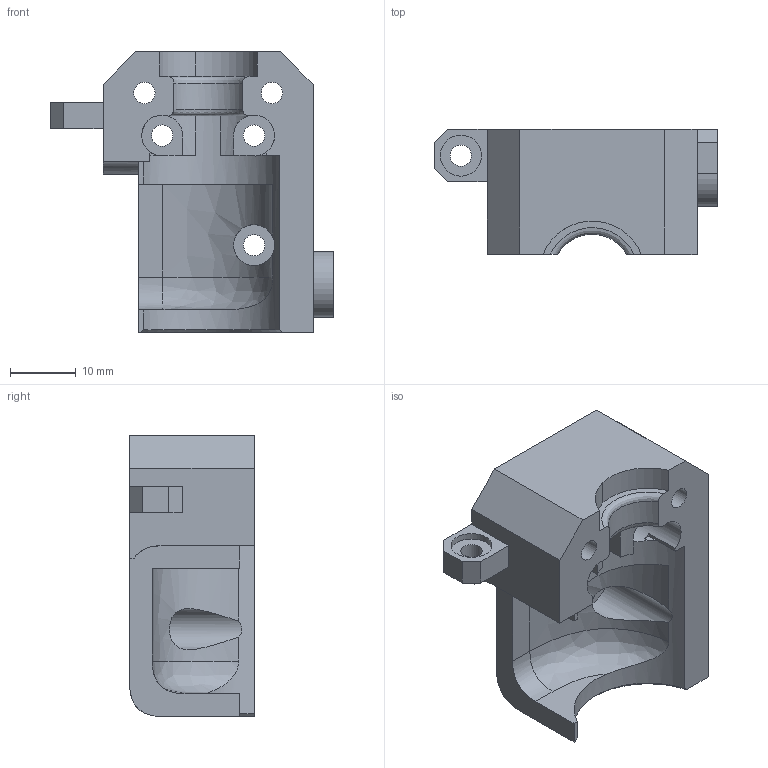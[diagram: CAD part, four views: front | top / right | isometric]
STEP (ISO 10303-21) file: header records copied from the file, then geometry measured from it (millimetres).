
FILE_DESCRIPTION(/* description */ ('STEP AP242','CAx-IF Rec.Pracs.---Representation and Presentation of Product Manufacturing Information (PMI)---4.0---2014-10-13','CAx-IF Rec.Pracs.---3D Tessellated Geometry---0.4---2014-09-14','2;1'),/* implementation_level */ '2;1');
FILE_NAME(/* name */ '635eb614fc832d756ab27442',/* time_stamp */ '2022-10-30T17:36:21+00:00',/* author */ (''),/* organization */ (''),/* preprocessor_version */ 'ST-DEVELOPER v18.102',/* originating_system */ ' ',/* authorisation */ ' ');
FILE_SCHEMA (('AP242_MANAGED_MODEL_BASED_3D_ENGINEERING_MIM_LF { 1 0 10303 442 1 1 4 }'));
Length unit declared in the file: metre
Products named in the file (1): Rear_Clamp
Bounding box: 43.09 x 19.02 x 42.8 mm (x, y, z)
Volume: 14704.7 mm3; surface area: 6730 mm2
Topology: 1 solids, 2 shells, 91 faces, 249 edges, 168 vertices
Faces by surface type: plane 60, cylinder 22, bspline 8, cone 1
Full cylindrical faces by diameter (mm): 3.25 x6, 4.7 x3, 6 x2, 6.25 x2
Entity records: 3110 total; most frequent: CARTESIAN_POINT 871, ORIENTED_EDGE 460, DIRECTION 422, EDGE_CURVE 230, VERTEX_POINT 162, AXIS2_PLACEMENT_3D 141, LINE 140, VECTOR 140
